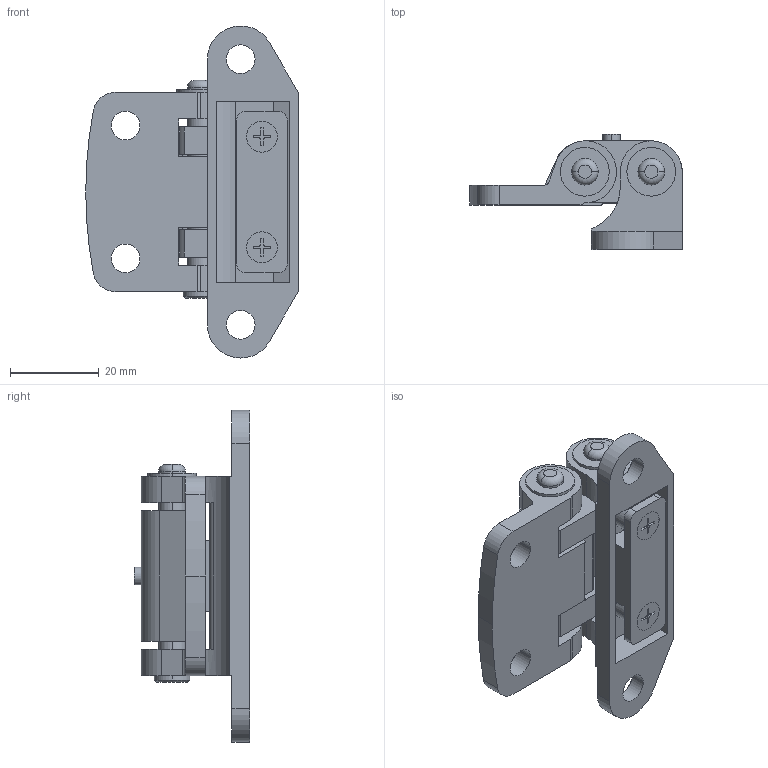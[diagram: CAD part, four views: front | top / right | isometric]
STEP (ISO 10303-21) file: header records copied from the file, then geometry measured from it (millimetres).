
FILE_DESCRIPTION (( 'STEP AP203' ), '1' );
FILE_NAME ('FB-1729N-3.STEP', '2009-11-16T05:13:17', ( ' ' ), ( ' ' ), 'SwSTEP 2.0', 'SolidWorks 2007', '' );
FILE_SCHEMA (( 'CONFIG_CONTROL_DESIGN' ));
Length unit declared in the file: millimetre
Products named in the file (8): FB-1729N-3六角穴付止めねじ__ﾃﾞﾌｫﾙﾄ; FB-1729N-3楢寢嬥嬶__棉太倌; FB-1729N-3十字穴付皿ネジ__ﾃﾞﾌｫﾙﾄ; FB-1729N-3; FB-1729N-3幉__棉太倌; FB-1729N-3塇崻__棉太倌; FB-1729N-3戜嵗__棉太倌; FB-1729N-3僗僩僢僷乕__棉太倌
Assembly tree (9 placements, depth 2):
  FB-1729N-3
    FB-1729N-3幉__棉太倌  x2
    FB-1729N-3十字穴付皿ネジ__ﾃﾞﾌｫﾙﾄ  x2
    FB-1729N-3六角穴付止めねじ__ﾃﾞﾌｫﾙﾄ
    FB-1729N-3塇崻__棉太倌
    FB-1729N-3楢寢嬥嬶__棉太倌
    FB-1729N-3戜嵗__棉太倌
    FB-1729N-3僗僩僢僷乕__棉太倌
Bounding box: 48 x 26 x 75 mm (x, y, z)
Volume: 22532.3 mm3; surface area: 18220.8 mm2
Topology: 9 solids, 9 shells, 245 faces, 630 edges, 414 vertices
Faces by surface type: plane 122, cylinder 103, cone 16, torus 4
Entity records: 7358 total; most frequent: DIRECTION 1172, CARTESIAN_POINT 1125, ORIENTED_EDGE 1080, EDGE_CURVE 540, AXIS2_PLACEMENT_3D 419, VERTEX_POINT 356, VECTOR 334, LINE 334
